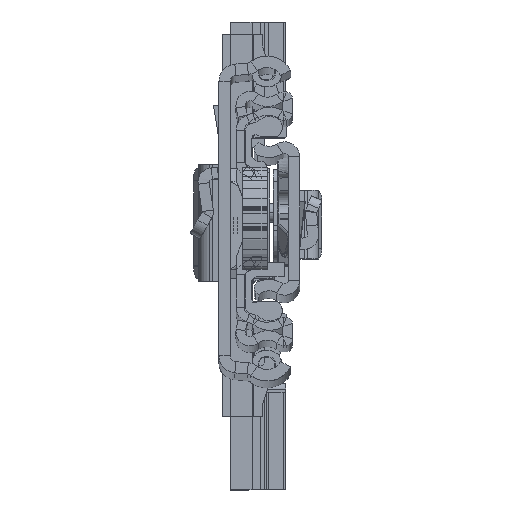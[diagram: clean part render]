
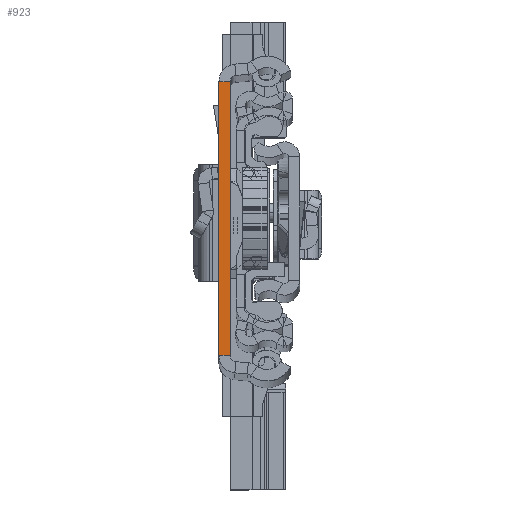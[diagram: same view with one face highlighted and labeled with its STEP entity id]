
A CAD part, top view. The second image highlights one B-rep face of the part: STEP entity #923.
In plain terms, the highlighted planar face has unit normal (0, 0, 1).
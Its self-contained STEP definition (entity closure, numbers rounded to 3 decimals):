
#628 = DIRECTION ( 'NONE',  ( 0., 1., 0. ) ) ;
#923 = ADVANCED_FACE ( 'NONE', ( #36810 ), #9092, .F. ) ;
#1999 = CARTESIAN_POINT ( 'NONE',  ( 0., -21.867, 0. ) ) ;
#2563 = ORIENTED_EDGE ( 'NONE', *, *, #11616, .T. ) ;
#2566 = VECTOR ( 'NONE', #628, 1000. ) ;
#3495 = CARTESIAN_POINT ( 'NONE',  ( 1.8, 21.867, 0. ) ) ;
#3948 = LINE ( 'NONE', #19072, #2566 ) ;
#5155 = AXIS2_PLACEMENT_3D ( 'NONE', #9859, #21887, #18920 ) ;
#5951 = DIRECTION ( 'NONE',  ( 0., 1., 0. ) ) ;
#7815 = VECTOR ( 'NONE', #5951, 1000. ) ;
#8527 = VERTEX_POINT ( 'NONE', #13433 ) ;
#8545 = VECTOR ( 'NONE', #29993, 1000. ) ;
#8949 = CARTESIAN_POINT ( 'NONE',  ( 1.8, -21.867, 0. ) ) ;
#9092 = PLANE ( 'NONE',  #5155 ) ;
#9859 = CARTESIAN_POINT ( 'NONE',  ( 1.8, 0., 0. ) ) ;
#11616 = EDGE_CURVE ( 'NONE', #21360, #26006, #26402, .T. ) ;
#13433 = CARTESIAN_POINT ( 'NONE',  ( 0., 21.867, 0. ) ) ;
#13976 = ORIENTED_EDGE ( 'NONE', *, *, #18784, .T. ) ;
#14065 = VECTOR ( 'NONE', #37977, 1000. ) ;
#14351 = CARTESIAN_POINT ( 'NONE',  ( 1.8, 21.867, 0. ) ) ;
#15199 = EDGE_CURVE ( 'NONE', #8527, #26006, #23433, .T. ) ;
#17744 = CARTESIAN_POINT ( 'NONE',  ( 1.8, 0., 0. ) ) ;
#17802 = LINE ( 'NONE', #8949, #8545 ) ;
#18784 = EDGE_CURVE ( 'NONE', #30834, #21360, #17802, .T. ) ;
#18920 = DIRECTION ( 'NONE',  ( 0., 1., 0. ) ) ;
#19072 = CARTESIAN_POINT ( 'NONE',  ( 0., 0., 0. ) ) ;
#20385 = CARTESIAN_POINT ( 'NONE',  ( 1.8, -21.867, 0. ) ) ;
#21360 = VERTEX_POINT ( 'NONE', #20385 ) ;
#21887 = DIRECTION ( 'NONE',  ( 0., 0., -1. ) ) ;
#23433 = LINE ( 'NONE', #14351, #14065 ) ;
#26006 = VERTEX_POINT ( 'NONE', #3495 ) ;
#26402 = LINE ( 'NONE', #17744, #7815 ) ;
#26987 = EDGE_LOOP ( 'NONE', ( #31834, #36698, #13976, #2563 ) ) ;
#29993 = DIRECTION ( 'NONE',  ( 1., 0., 0. ) ) ;
#30834 = VERTEX_POINT ( 'NONE', #1999 ) ;
#31767 = EDGE_CURVE ( 'NONE', #30834, #8527, #3948, .T. ) ;
#31834 = ORIENTED_EDGE ( 'NONE', *, *, #15199, .F. ) ;
#36698 = ORIENTED_EDGE ( 'NONE', *, *, #31767, .F. ) ;
#36810 = FACE_OUTER_BOUND ( 'NONE', #26987, .T. ) ;
#37977 = DIRECTION ( 'NONE',  ( 1., 0., 0. ) ) ;
